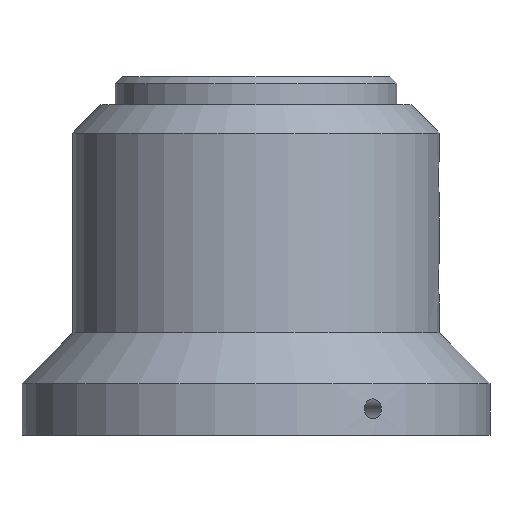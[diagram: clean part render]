
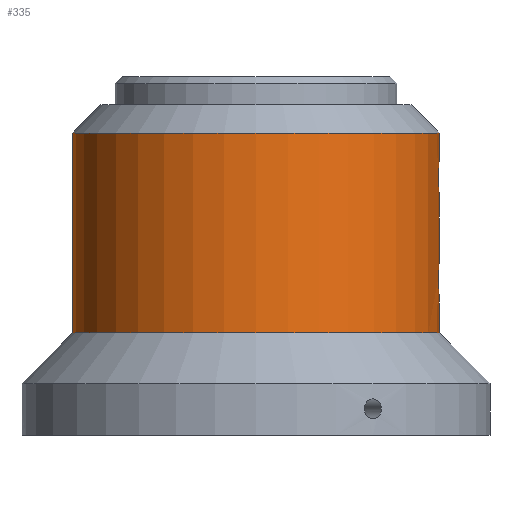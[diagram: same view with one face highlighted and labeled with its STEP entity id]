
A CAD part, left-side view. The second image highlights one B-rep face of the part: STEP entity #335.
In plain terms, the highlighted cylindrical face has radius 13 mm (diameter 26 mm), a full revolution.
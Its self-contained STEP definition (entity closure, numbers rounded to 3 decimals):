
#44=CIRCLE('',#385,13.);
#46=CIRCLE('',#391,13.);
#93=ORIENTED_EDGE('',*,*,#137,.T.);
#94=ORIENTED_EDGE('',*,*,#136,.T.);
#95=ORIENTED_EDGE('',*,*,#135,.T.);
#96=ORIENTED_EDGE('',*,*,#139,.T.);
#135=EDGE_CURVE('',#164,#164,#44,.F.);
#136=EDGE_CURVE('',#165,#165,#182,.T.);
#137=EDGE_CURVE('',#166,#166,#183,.T.);
#139=EDGE_CURVE('',#168,#168,#46,.F.);
#164=VERTEX_POINT('',#588);
#165=VERTEX_POINT('',#601);
#166=VERTEX_POINT('',#614);
#168=VERTEX_POINT('',#620);
#182=B_SPLINE_CURVE_WITH_KNOTS('',3,(#590,#591,#592,#593,#594,#595,#596,
#597,#598,#599,#600),.UNSPECIFIED.,.T.,.F.,(1,1,1,1,1,1,1,1,1,1,1,1,1,1,
1),(-0.003,-0.002,-0.001,0.,
0.001,0.002,0.003,0.004,
0.005,0.006,0.007,0.008,
0.009,0.01,0.011),
 .UNSPECIFIED.);
#183=B_SPLINE_CURVE_WITH_KNOTS('',3,(#603,#604,#605,#606,#607,#608,#609,
#610,#611,#612,#613),.UNSPECIFIED.,.T.,.F.,(1,1,1,1,1,1,1,1,1,1,1,1,1,1,
1),(-0.003,-0.002,-0.001,0.,
0.001,0.002,0.003,0.004,
0.005,0.006,0.007,0.008,
0.009,0.01,0.011),
 .UNSPECIFIED.);
#222=EDGE_LOOP('',(#93));
#223=EDGE_LOOP('',(#94));
#224=EDGE_LOOP('',(#95));
#225=EDGE_LOOP('',(#96));
#280=FACE_BOUND('',#222,.T.);
#281=FACE_BOUND('',#223,.T.);
#282=FACE_BOUND('',#224,.T.);
#283=FACE_BOUND('',#225,.T.);
#313=CYLINDRICAL_SURFACE('',#390,13.);
#335=ADVANCED_FACE('',(#280,#281,#282,#283),#313,.T.);
#385=AXIS2_PLACEMENT_3D('',#587,#460,#461);
#390=AXIS2_PLACEMENT_3D('',#618,#470,#471);
#391=AXIS2_PLACEMENT_3D('',#619,#472,#473);
#460=DIRECTION('',(0.,0.,1.));
#461=DIRECTION('',(0.,1.,0.));
#470=DIRECTION('',(0.,0.,-1.));
#471=DIRECTION('',(0.,-1.,0.));
#472=DIRECTION('',(0.,0.,-1.));
#473=DIRECTION('',(0.,-1.,0.));
#587=CARTESIAN_POINT('',(0.,0.,21.9));
#588=CARTESIAN_POINT('',(0.,13.,21.9));
#590=CARTESIAN_POINT('',(1.247,-12.942,18.172));
#591=CARTESIAN_POINT('',(0.454,-13.005,17.466));
#592=CARTESIAN_POINT('',(-0.605,-12.998,17.529));
#593=CARTESIAN_POINT('',(-1.308,-12.934,18.32));
#594=CARTESIAN_POINT('',(-1.247,-12.942,19.379));
#595=CARTESIAN_POINT('',(-0.455,-13.005,20.083));
#596=CARTESIAN_POINT('',(0.603,-12.998,20.022));
#597=CARTESIAN_POINT('',(1.308,-12.934,19.231));
#598=CARTESIAN_POINT('',(1.247,-12.942,18.172));
#599=CARTESIAN_POINT('',(0.454,-13.005,17.466));
#600=CARTESIAN_POINT('',(-0.605,-12.998,17.529));
#601=CARTESIAN_POINT('',(0.41,-12.994,17.594));
#603=CARTESIAN_POINT('',(1.247,-12.942,10.922));
#604=CARTESIAN_POINT('',(0.454,-13.005,10.216));
#605=CARTESIAN_POINT('',(-0.605,-12.998,10.279));
#606=CARTESIAN_POINT('',(-1.308,-12.934,11.07));
#607=CARTESIAN_POINT('',(-1.247,-12.942,12.129));
#608=CARTESIAN_POINT('',(-0.455,-13.005,12.833));
#609=CARTESIAN_POINT('',(0.603,-12.998,12.772));
#610=CARTESIAN_POINT('',(1.308,-12.934,11.981));
#611=CARTESIAN_POINT('',(1.247,-12.942,10.922));
#612=CARTESIAN_POINT('',(0.454,-13.005,10.216));
#613=CARTESIAN_POINT('',(-0.605,-12.998,10.279));
#614=CARTESIAN_POINT('',(0.41,-12.994,10.344));
#618=CARTESIAN_POINT('',(0.,0.,-5.));
#619=CARTESIAN_POINT('',(0.,0.,7.725));
#620=CARTESIAN_POINT('',(0.,-13.,7.725));
